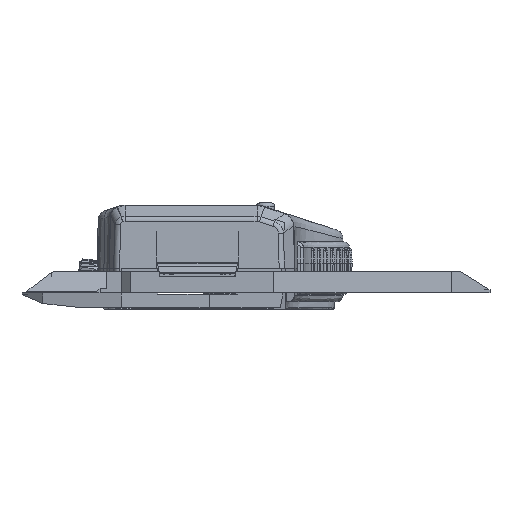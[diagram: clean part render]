
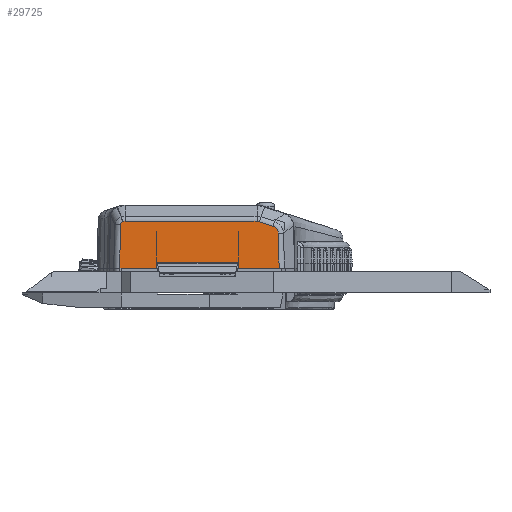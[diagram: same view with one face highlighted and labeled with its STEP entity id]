
A CAD part, left-side view. The second image highlights one B-rep face of the part: STEP entity #29725.
In plain terms, the highlighted planar face has unit normal (-1, 0, 0.026).
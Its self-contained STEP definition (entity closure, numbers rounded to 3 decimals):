
#15226=DIRECTION('',(0.,-1.,0.));
#15227=VECTOR('',#15226,6.651);
#15228=CARTESIAN_POINT('',(-3.5,-19.25,-0.02));
#15229=LINE('',#15228,#15227);
#15240=CARTESIAN_POINT('',(-3.5,-25.901,-0.02));
#15308=DIRECTION('',(0.,-1.,0.));
#15309=VECTOR('',#15308,5.75);
#15310=CARTESIAN_POINT('',(-3.5,0.,-0.02));
#15311=LINE('',#15310,#15309);
#15656=DIRECTION('',(-0.026,-0.009,-1.));
#15657=VECTOR('',#15656,1.);
#15658=CARTESIAN_POINT('',(-3.474,-19.241,0.98));
#15659=LINE('',#15658,#15657);
#15687=DIRECTION('',(0.,1.,0.));
#15688=VECTOR('',#15687,13.483);
#15689=CARTESIAN_POINT('',(-3.474,-19.241,0.98));
#15690=LINE('',#15689,#15688);
#16156=DIRECTION('',(0.,-1.,0.));
#16157=VECTOR('',#16156,0.295);
#16158=CARTESIAN_POINT('',(-3.5,0.295,-0.02));
#16159=LINE('',#16158,#16157);
#16160=DIRECTION('',(-0.026,0.026,-0.999));
#16161=VECTOR('',#16160,7.156);
#16162=CARTESIAN_POINT('',(-3.313,0.107,
7.131));
#16163=LINE('',#16162,#16161);
#16164=CARTESIAN_POINT('',(-3.301,-0.21,
7.597));
#16165=CARTESIAN_POINT('',(-3.301,-0.184,
7.589));
#16166=CARTESIAN_POINT('',(-3.301,-0.134,
7.567));
#16167=CARTESIAN_POINT('',(-3.303,-0.068,
7.522));
#16168=CARTESIAN_POINT('',(-3.304,-0.01,
7.464));
#16169=CARTESIAN_POINT('',(-3.306,0.038,
7.396));
#16170=CARTESIAN_POINT('',(-3.308,0.075,
7.316));
#16171=CARTESIAN_POINT('',(-3.31,0.1,
7.227));
#16172=CARTESIAN_POINT('',(-3.312,0.107,
7.164));
#16173=CARTESIAN_POINT('',(-3.313,0.107,
7.131));
#16175=DIRECTION('',(-0.008,0.951,-0.309));
#16176=VECTOR('',#16175,0.025);
#16177=CARTESIAN_POINT('',(-3.3,-0.234,
7.605));
#16178=LINE('',#16177,#16176);
#16179=CARTESIAN_POINT('',(-3.299,-0.633,
7.668));
#16180=CARTESIAN_POINT('',(-3.299,-0.588,
7.668));
#16181=CARTESIAN_POINT('',(-3.299,-0.498,
7.664));
#16182=CARTESIAN_POINT('',(-3.299,-0.364,
7.642));
#16183=CARTESIAN_POINT('',(-3.3,-0.277,
7.619));
#16184=CARTESIAN_POINT('',(-3.3,-0.234,
7.605));
#16186=DIRECTION('',(0.,1.,0.));
#16187=VECTOR('',#16186,21.633);
#16188=CARTESIAN_POINT('',(-3.299,-22.267,
7.668));
#16189=LINE('',#16188,#16187);
#16190=CARTESIAN_POINT('',(-3.3,-22.666,
7.605));
#16191=CARTESIAN_POINT('',(-3.3,-22.623,
7.619));
#16192=CARTESIAN_POINT('',(-3.299,-22.536,
7.642));
#16193=CARTESIAN_POINT('',(-3.299,-22.402,
7.664));
#16194=CARTESIAN_POINT('',(-3.299,-22.312,
7.668));
#16195=CARTESIAN_POINT('',(-3.299,-22.267,
7.668));
#16197=DIRECTION('',(0.008,0.951,0.309));
#16198=VECTOR('',#16197,2.314);
#16199=CARTESIAN_POINT('',(-3.319,-24.867,
6.89));
#16200=LINE('',#16199,#16198);
#16201=CARTESIAN_POINT('',(-3.35,-25.751,
5.693));
#16202=CARTESIAN_POINT('',(-3.348,-25.749,
5.774));
#16203=CARTESIAN_POINT('',(-3.344,-25.732,
5.931));
#16204=CARTESIAN_POINT('',(-3.338,-25.669,
6.149));
#16205=CARTESIAN_POINT('',(-3.333,-25.572,
6.349));
#16206=CARTESIAN_POINT('',(-3.329,-25.44,
6.528));
#16207=CARTESIAN_POINT('',(-3.325,-25.278,
6.681));
#16208=CARTESIAN_POINT('',(-3.321,-25.087,
6.805));
#16209=CARTESIAN_POINT('',(-3.32,-24.943,
6.865));
#16210=CARTESIAN_POINT('',(-3.319,-24.867,
6.89));
#16212=DIRECTION('',(0.026,0.026,0.999));
#16213=VECTOR('',#16212,5.717);
#16214=CARTESIAN_POINT('',(-3.5,-25.901,-0.02));
#16215=LINE('',#16214,#16213);
#16216=DIRECTION('',(-0.026,0.009,-1.));
#16217=VECTOR('',#16216,1.);
#16218=CARTESIAN_POINT('',(-3.474,-5.759,0.98));
#16219=LINE('',#16218,#16217);
#21317=CARTESIAN_POINT('',(-3.5,0.,-0.02));
#21318=VERTEX_POINT('',#21317);
#21783=VERTEX_POINT('',#15240);
#21784=CARTESIAN_POINT('',(-3.35,-25.751,
5.693));
#21785=VERTEX_POINT('',#21784);
#21788=VERTEX_POINT('',#16210);
#21790=CARTESIAN_POINT('',(-3.3,-22.666,
7.605));
#21791=VERTEX_POINT('',#21790);
#21794=VERTEX_POINT('',#16195);
#21796=CARTESIAN_POINT('',(-3.299,-0.633,
7.668));
#21797=VERTEX_POINT('',#21796);
#21801=VERTEX_POINT('',#16184);
#21806=CARTESIAN_POINT('',(-3.313,0.107,
7.131));
#21807=CARTESIAN_POINT('',(-3.5,0.295,-0.02));
#21808=VERTEX_POINT('',#21806);
#21809=VERTEX_POINT('',#21807);
#21810=VERTEX_POINT('',#16164);
#22251=CARTESIAN_POINT('',(-3.474,-19.241,0.98));
#22252=CARTESIAN_POINT('',(-3.5,-19.25,-0.02));
#22253=VERTEX_POINT('',#22251);
#22254=VERTEX_POINT('',#22252);
#22255=CARTESIAN_POINT('',(-3.474,-5.759,0.98));
#22256=CARTESIAN_POINT('',(-3.5,-5.75,-0.02));
#22257=VERTEX_POINT('',#22255);
#22258=VERTEX_POINT('',#22256);
#29693=CARTESIAN_POINT('',(-3.5,2.,-0.02));
#29694=DIRECTION('',(-1.,0.,0.026));
#29695=DIRECTION('',(0.,-1.,0.));
#29696=AXIS2_PLACEMENT_3D('',#29693,#29694,#29695);
#29697=PLANE('',#29696);
#29698=ORIENTED_EDGE('',*,*,#29098,.T.);
#29700=ORIENTED_EDGE('',*,*,#29699,.T.);
#29701=ORIENTED_EDGE('',*,*,#28889,.F.);
#29703=ORIENTED_EDGE('',*,*,#29702,.F.);
#29705=ORIENTED_EDGE('',*,*,#29704,.F.);
#29707=ORIENTED_EDGE('',*,*,#29706,.F.);
#29709=ORIENTED_EDGE('',*,*,#29708,.F.);
#29711=ORIENTED_EDGE('',*,*,#29710,.F.);
#29713=ORIENTED_EDGE('',*,*,#29712,.F.);
#29715=ORIENTED_EDGE('',*,*,#29714,.F.);
#29717=ORIENTED_EDGE('',*,*,#29716,.F.);
#29719=ORIENTED_EDGE('',*,*,#29718,.F.);
#29720=ORIENTED_EDGE('',*,*,#29685,.F.);
#29721=ORIENTED_EDGE('',*,*,#28848,.F.);
#29722=ORIENTED_EDGE('',*,*,#29068,.F.);
#29723=EDGE_LOOP('',(#29698,#29700,#29701,#29703,#29705,#29707,#29709,#29711,
#29713,#29715,#29717,#29719,#29720,#29721,#29722));
#29724=FACE_OUTER_BOUND('',#29723,.F.);
#29725=ADVANCED_FACE('',(#29724),#29697,.T.);
#16174=B_SPLINE_CURVE_WITH_KNOTS('',3,(#16164,#16165,#16166,#16167,#16168,
#16169,#16170,#16171,#16172,#16173),.UNSPECIFIED.,.F.,.F.,(4,1,1,1,1,1,1,4),(
0.,0.143,0.286,0.429,0.571,
0.714,0.857,1.),.UNSPECIFIED.);
#16185=B_SPLINE_CURVE_WITH_KNOTS('',3,(#16179,#16180,#16181,#16182,#16183,
#16184),.UNSPECIFIED.,.F.,.F.,(4,1,1,4),(0.,0.333,
0.667,1.),.UNSPECIFIED.);
#16196=B_SPLINE_CURVE_WITH_KNOTS('',3,(#16190,#16191,#16192,#16193,#16194,
#16195),.UNSPECIFIED.,.F.,.F.,(4,1,1,4),(0.,0.333,
0.667,1.),.UNSPECIFIED.);
#16211=B_SPLINE_CURVE_WITH_KNOTS('',3,(#16201,#16202,#16203,#16204,#16205,
#16206,#16207,#16208,#16209,#16210),.UNSPECIFIED.,.F.,.F.,(4,1,1,1,1,1,1,4),(
0.,0.143,0.286,0.429,0.571,
0.714,0.857,1.),.UNSPECIFIED.);
#28848=EDGE_CURVE('',#22254,#21783,#15229,.T.);
#28889=EDGE_CURVE('',#21318,#22258,#15311,.T.);
#29068=EDGE_CURVE('',#22253,#22254,#15659,.T.);
#29098=EDGE_CURVE('',#22253,#22257,#15690,.T.);
#29685=EDGE_CURVE('',#21783,#21785,#16215,.T.);
#29699=EDGE_CURVE('',#22257,#22258,#16219,.T.);
#29702=EDGE_CURVE('',#21809,#21318,#16159,.T.);
#29704=EDGE_CURVE('',#21808,#21809,#16163,.T.);
#29706=EDGE_CURVE('',#21810,#21808,#16174,.T.);
#29708=EDGE_CURVE('',#21801,#21810,#16178,.T.);
#29710=EDGE_CURVE('',#21797,#21801,#16185,.T.);
#29712=EDGE_CURVE('',#21794,#21797,#16189,.T.);
#29714=EDGE_CURVE('',#21791,#21794,#16196,.T.);
#29716=EDGE_CURVE('',#21788,#21791,#16200,.T.);
#29718=EDGE_CURVE('',#21785,#21788,#16211,.T.);
